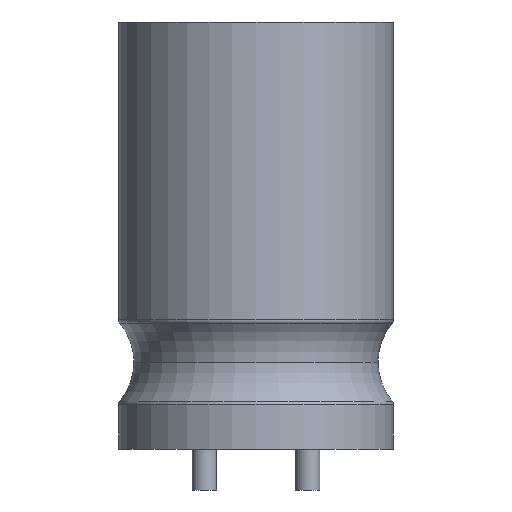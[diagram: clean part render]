
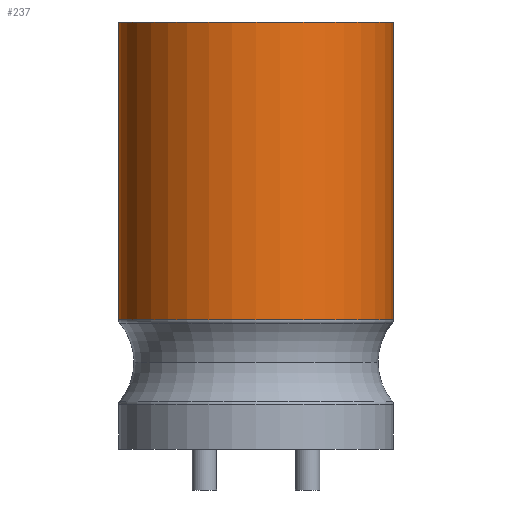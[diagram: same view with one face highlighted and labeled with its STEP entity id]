
A CAD part, front view. The second image highlights one B-rep face of the part: STEP entity #237.
In plain terms, the highlighted cylindrical face has radius 6.75 mm (diameter 13.5 mm), a partial arc.
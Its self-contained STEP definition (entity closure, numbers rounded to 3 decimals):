
#28 = AXIS2_PLACEMENT_3D ( 'NONE', #770, #769, #768 ) ;
#88 = VERTEX_POINT ( 'NONE', #1059 ) ;
#178 = EDGE_LOOP ( 'NONE', ( #1194, #1177, #1169, #1182 ) ) ;
#195 = EDGE_CURVE ( 'NONE', #1206, #88, #458, .T. ) ;
#208 = EDGE_CURVE ( 'NONE', #316, #1206, #627, .T. ) ;
#237 = ADVANCED_FACE ( 'NONE', ( #513 ), #517, .T. ) ;
#255 = EDGE_CURVE ( 'NONE', #1163, #88, #583, .T. ) ;
#266 = EDGE_CURVE ( 'NONE', #316, #1163, #550, .T. ) ;
#316 = VERTEX_POINT ( 'NONE', #1366 ) ;
#458 = LINE ( 'NONE', #983, #648 ) ;
#513 = FACE_OUTER_BOUND ( 'NONE', #178, .T. ) ;
#517 = CYLINDRICAL_SURFACE ( 'NONE', #28, 6.75 ) ;
#550 = LINE ( 'NONE', #1308, #613 ) ;
#583 = CIRCLE ( 'NONE', #598, 6.75 ) ;
#598 = AXIS2_PLACEMENT_3D ( 'NONE', #1280, #1281, #1282 ) ;
#613 = VECTOR ( 'NONE', #1314, 1000. ) ;
#627 = CIRCLE ( 'NONE', #632, 6.75 ) ;
#632 = AXIS2_PLACEMENT_3D ( 'NONE', #1016, #1015, #1012 ) ;
#648 = VECTOR ( 'NONE', #981, 1000. ) ;
#768 = DIRECTION ( 'NONE',  ( -1., 0., 0. ) ) ;
#769 = DIRECTION ( 'NONE',  ( 0., 0., -1. ) ) ;
#770 = CARTESIAN_POINT ( 'NONE',  ( 0., 0., 21. ) ) ;
#981 = DIRECTION ( 'NONE',  ( 0., 0., -1. ) ) ;
#983 = CARTESIAN_POINT ( 'NONE',  ( 6.75, 0., 21. ) ) ;
#1012 = DIRECTION ( 'NONE',  ( 1., 0., 0. ) ) ;
#1015 = DIRECTION ( 'NONE',  ( 0., 0., 1. ) ) ;
#1016 = CARTESIAN_POINT ( 'NONE',  ( 0., 0., 21. ) ) ;
#1059 = CARTESIAN_POINT ( 'NONE',  ( 6.75, 0., 6.36 ) ) ;
#1163 = VERTEX_POINT ( 'NONE', #1397 ) ;
#1169 = ORIENTED_EDGE ( 'NONE', *, *, #266, .T. ) ;
#1177 = ORIENTED_EDGE ( 'NONE', *, *, #208, .F. ) ;
#1182 = ORIENTED_EDGE ( 'NONE', *, *, #255, .T. ) ;
#1194 = ORIENTED_EDGE ( 'NONE', *, *, #195, .F. ) ;
#1206 = VERTEX_POINT ( 'NONE', #1413 ) ;
#1280 = CARTESIAN_POINT ( 'NONE',  ( 0., 0., 6.36 ) ) ;
#1281 = DIRECTION ( 'NONE',  ( 0., 0., 1. ) ) ;
#1282 = DIRECTION ( 'NONE',  ( -1., 0., 0. ) ) ;
#1308 = CARTESIAN_POINT ( 'NONE',  ( -6.75, 0., 21. ) ) ;
#1314 = DIRECTION ( 'NONE',  ( 0., 0., -1. ) ) ;
#1366 = CARTESIAN_POINT ( 'NONE',  ( -6.75, 0., 21. ) ) ;
#1397 = CARTESIAN_POINT ( 'NONE',  ( -6.75, 0., 6.36 ) ) ;
#1413 = CARTESIAN_POINT ( 'NONE',  ( 6.75, 0., 21. ) ) ;
